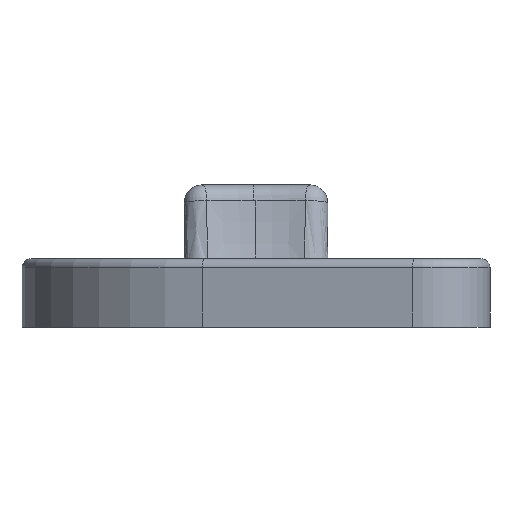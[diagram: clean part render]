
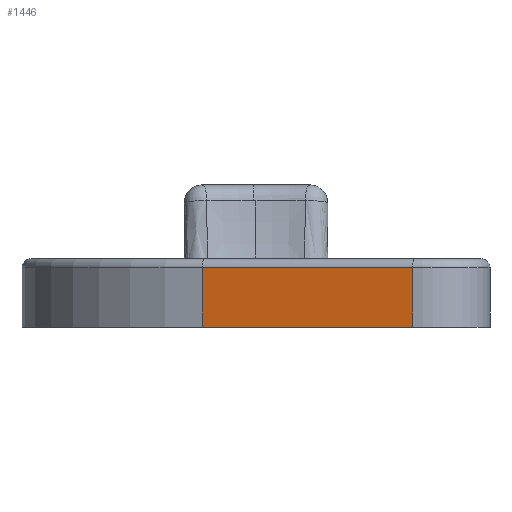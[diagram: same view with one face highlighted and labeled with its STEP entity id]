
A CAD part, front view. The second image highlights one B-rep face of the part: STEP entity #1446.
In plain terms, the highlighted planar face has unit normal (-0.23, -0.973, 0).
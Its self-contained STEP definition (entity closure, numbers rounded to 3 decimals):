
#20 = EDGE_LOOP ( 'NONE', ( #269, #1652, #725, #1558 ) ) ;
#90 = DIRECTION ( 'NONE',  ( 0.973, -0.229, 0. ) ) ;
#220 = CARTESIAN_POINT ( 'NONE',  ( -2.983, -12.653, 4.6 ) ) ;
#244 = VECTOR ( 'NONE', #1837, 1000. ) ;
#268 = CARTESIAN_POINT ( 'NONE',  ( -2.983, -12.653, 1.3 ) ) ;
#269 = ORIENTED_EDGE ( 'NONE', *, *, #1009, .F. ) ;
#334 = CARTESIAN_POINT ( 'NONE',  ( 8.697, -15.407, 4.6 ) ) ;
#377 = LINE ( 'NONE', #220, #1946 ) ;
#403 = CARTESIAN_POINT ( 'NONE',  ( -2.983, -12.653, 1.3 ) ) ;
#406 = DIRECTION ( 'NONE',  ( 0., 0., 1. ) ) ;
#417 = VERTEX_POINT ( 'NONE', #943 ) ;
#576 = CARTESIAN_POINT ( 'NONE',  ( -2.983, -12.653, 1.3 ) ) ;
#725 = ORIENTED_EDGE ( 'NONE', *, *, #1382, .T. ) ;
#769 = FACE_OUTER_BOUND ( 'NONE', #20, .T. ) ;
#802 = AXIS2_PLACEMENT_3D ( 'NONE', #268, #1889, #1410 ) ;
#889 = CARTESIAN_POINT ( 'NONE',  ( 8.697, -15.407, 1.3 ) ) ;
#924 = VERTEX_POINT ( 'NONE', #889 ) ;
#943 = CARTESIAN_POINT ( 'NONE',  ( -2.983, -12.653, 1.3 ) ) ;
#1009 = EDGE_CURVE ( 'NONE', #417, #1722, #1872, .T. ) ;
#1146 = CARTESIAN_POINT ( 'NONE',  ( -2.983, -12.653, 4.6 ) ) ;
#1229 = PLANE ( 'NONE',  #802 ) ;
#1357 = EDGE_CURVE ( 'NONE', #1722, #1502, #377, .T. ) ;
#1382 = EDGE_CURVE ( 'NONE', #924, #1502, #1564, .T. ) ;
#1410 = DIRECTION ( 'NONE',  ( -0.973, 0.229, 0. ) ) ;
#1446 = ADVANCED_FACE ( 'NONE', ( #769 ), #1229, .T. ) ;
#1502 = VERTEX_POINT ( 'NONE', #334 ) ;
#1526 = LINE ( 'NONE', #403, #244 ) ;
#1549 = EDGE_CURVE ( 'NONE', #417, #924, #1526, .T. ) ;
#1558 = ORIENTED_EDGE ( 'NONE', *, *, #1357, .F. ) ;
#1564 = LINE ( 'NONE', #1742, #1881 ) ;
#1652 = ORIENTED_EDGE ( 'NONE', *, *, #1549, .T. ) ;
#1722 = VERTEX_POINT ( 'NONE', #1146 ) ;
#1742 = CARTESIAN_POINT ( 'NONE',  ( 8.697, -15.407, 1.3 ) ) ;
#1837 = DIRECTION ( 'NONE',  ( 0.973, -0.229, 0. ) ) ;
#1872 = LINE ( 'NONE', #576, #1943 ) ;
#1881 = VECTOR ( 'NONE', #1897, 1000. ) ;
#1889 = DIRECTION ( 'NONE',  ( -0.229, -0.973, 0. ) ) ;
#1897 = DIRECTION ( 'NONE',  ( 0., 0., 1. ) ) ;
#1943 = VECTOR ( 'NONE', #406, 1000. ) ;
#1946 = VECTOR ( 'NONE', #90, 1000. ) ;
